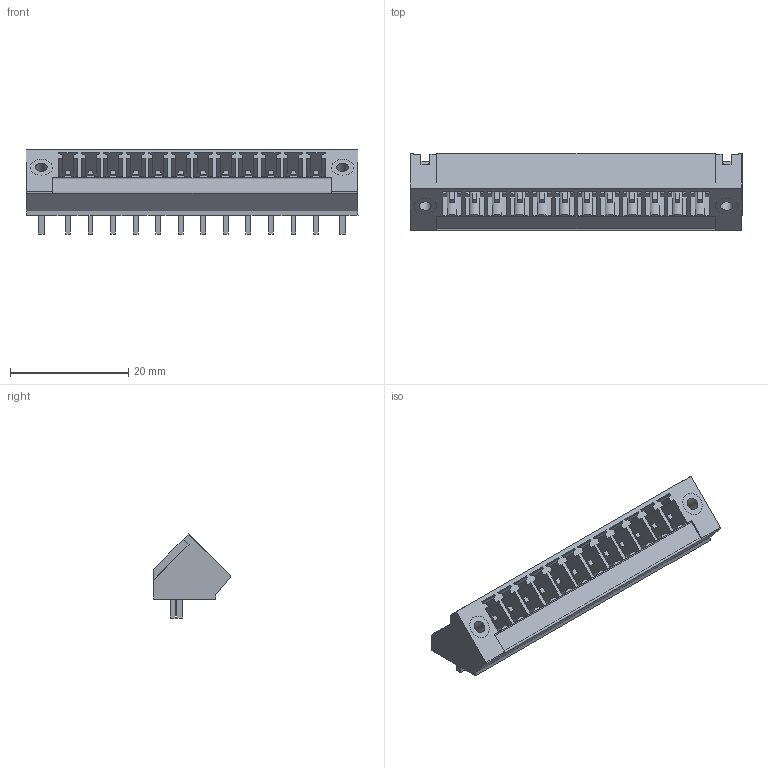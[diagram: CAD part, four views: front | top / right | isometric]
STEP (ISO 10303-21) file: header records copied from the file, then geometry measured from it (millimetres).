
FILE_DESCRIPTION(('CATIA V5 STEP Exchange','CAx-IF Rec.Pracs.--- Model Styling and Organization---1.2---2011-12-15'),'2;1');
FILE_NAME ('D1461006_0', '2018-04-20T10:26:48+00:00', ('none'), ('Weidmueller'), 'CATIA Version 5-6 Release 2014', 'CATIA V5 STEP AP214', 'none');
FILE_SCHEMA(('AUTOMOTIVE_DESIGN { 1 0 10303 214 1 1 1 1 }'));
Length unit declared in the file: millimetre
Products named in the file (1): 1978180000
Bounding box: 56.11 x 13.1 x 14.2 mm (x, y, z)
Volume: 2668.1 mm3; surface area: 6506.7 mm2
Topology: 17 solids, 17 shells, 613 faces, 1721 edges, 1154 vertices
Faces by surface type: plane 551, cylinder 62
Entity records: 19015 total; most frequent: ORIENTED_EDGE 3442, CARTESIAN_POINT 3363, DIRECTION 2559, EDGE_CURVE 1721, VECTOR 1597, LINE 1597, VERTEX_POINT 1154, EDGE_LOOP 661
